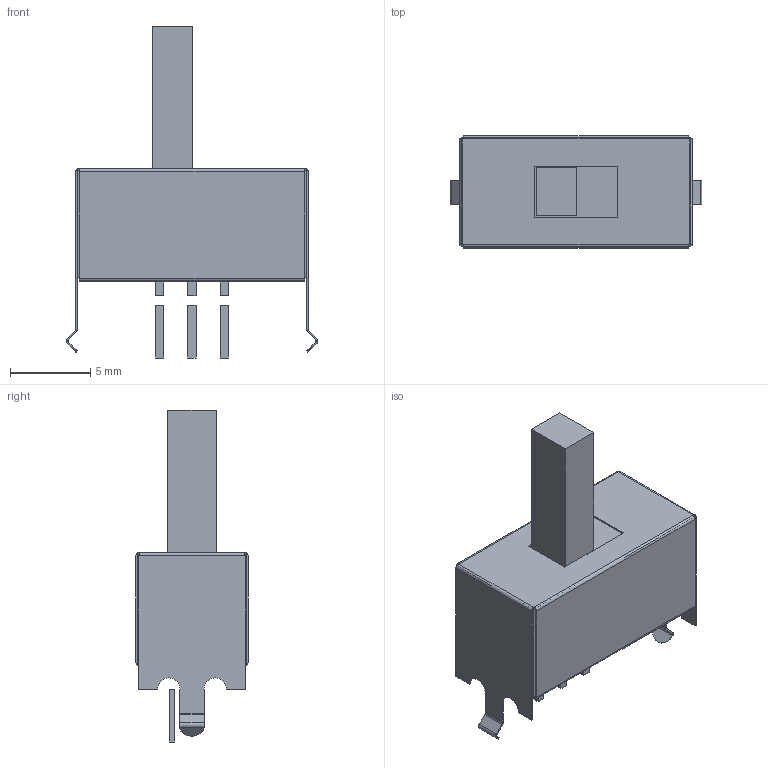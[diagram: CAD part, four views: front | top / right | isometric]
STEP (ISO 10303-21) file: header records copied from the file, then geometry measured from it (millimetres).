
FILE_DESCRIPTION(/* description */ (''),/* implementation_level */ '2;1');
FILE_NAME(/* name */ 'SSSF012100-3D v8.step',/* time_stamp */ '2026-02-15T11:45:55+01:00',/* author */ (''),/* organization */ (''),/* preprocessor_version */ 'ST-DEVELOPER v20.1',/* originating_system */ 'Autodesk Translation Framework v14.10.0.0',/* authorisation */ '');
FILE_SCHEMA (('AUTOMOTIVE_DESIGN { 1 0 10303 214 3 1 1 }'));
Length unit declared in the file: millimetre
Products named in the file (4): SSSF012100-3D; Cover; Body; Actuator
Assembly tree (3 placements, depth 2):
  SSSF012100-3D
    Cover
    Body
    Actuator
Bounding box: 15.69 x 7 x 20.7 mm (x, y, z)
Volume: 758.9 mm3; surface area: 1436.5 mm2
Topology: 9 solids, 9 shells, 155 faces, 339 edges, 202 vertices
Faces by surface type: plane 126, cylinder 29
Entity records: 4262 total; most frequent: DIRECTION 725, CARTESIAN_POINT 704, ORIENTED_EDGE 678, EDGE_CURVE 339, LINE 279, VECTOR 279, AXIS2_PLACEMENT_3D 223, VERTEX_POINT 202
